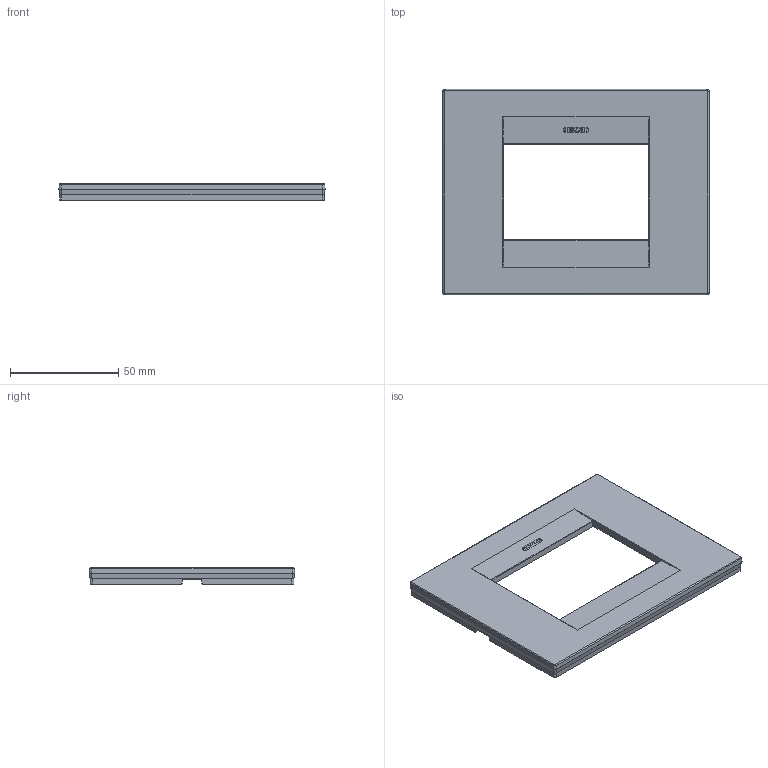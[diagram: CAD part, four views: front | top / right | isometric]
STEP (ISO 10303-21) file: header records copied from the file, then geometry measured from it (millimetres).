
FILE_DESCRIPTION(('CATIA V5 STEP Exchange','CAx-IF Rec.Pracs.--- Model Styling and Organization---1.4--- 2014-01-23'),'2;1');
FILE_NAME('GW16403TB.stp','2024-02-12T15:38:17+00:00',('none'),('none'),'CATIA Version 5-6 Release 2019 SP6','CATIA V5 STEP AP214 v1','none');
FILE_SCHEMA(('AUTOMOTIVE_DESIGN { 1 0 10303 214 1 1 1 1 }'));
Length unit declared in the file: millimetre
Products named in the file (1): GW16403
Bounding box: 123.17 x 95.17 x 7.5 mm (x, y, z)
Volume: 21596.8 mm3; surface area: 23540.2 mm2
Topology: 1 solids, 1 shells, 296 faces, 789 edges, 506 vertices
Faces by surface type: plane 121, cylinder 68, extrusion 63, bspline 40, torus 4
Entity records: 12899 total; most frequent: CARTESIAN_POINT 6263, ORIENTED_EDGE 1578, DIRECTION 933, EDGE_CURVE 789, VERTEX_POINT 506, VECTOR 483, LINE 420, EDGE_LOOP 309
